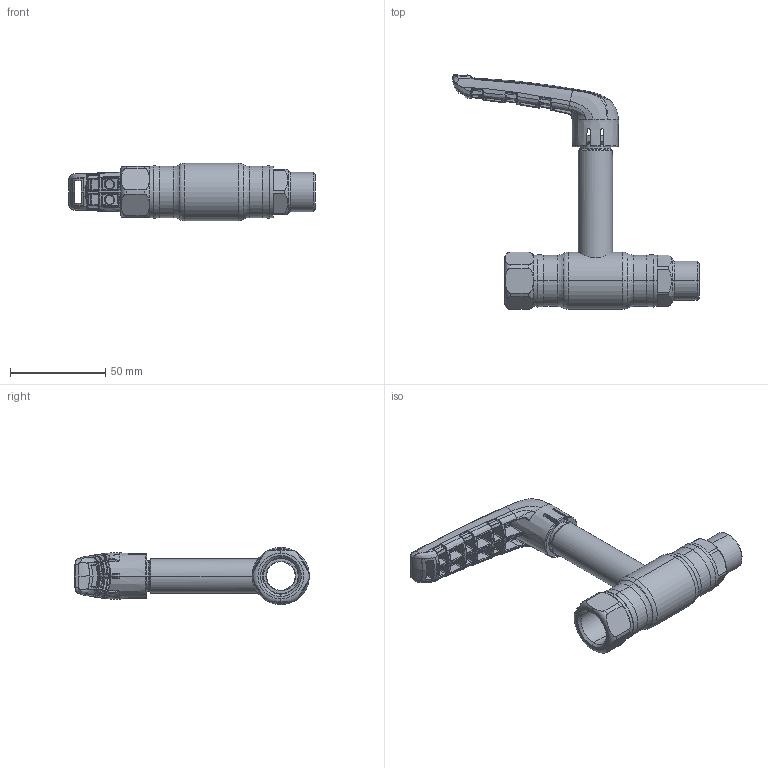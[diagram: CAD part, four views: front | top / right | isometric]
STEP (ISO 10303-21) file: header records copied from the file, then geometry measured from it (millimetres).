
FILE_DESCRIPTION (( 'STEP AP214' ), '1' );
FILE_NAME ('2015002401-xxxx.step', '2019-05-10T11:10:22', ( '' ), ( '' ), 'SwSTEP 2.0', 'SolidWorks 2017', '' );
FILE_SCHEMA (( 'AUTOMOTIVE_DESIGN' ));
Length unit declared in the file: millimetre
Products named in the file (1): 2015002401-xxxx
Bounding box: 129.28 x 123.08 x 30 mm (x, y, z)
Surface area: 24955.1 mm2 (no closed solid volume)
Topology: 0 solids, 7 shells, 826 faces, 2427 edges, 1517 vertices
Faces by surface type: bspline 660, plane 68, cylinder 38, torus 33, cone 27
Entity records: 59314 total; most frequent: CARTESIAN_POINT 34299, ORIENTED_EDGE 4187, EDGE_CURVE 2401, B_SPLINE_CURVE_WITH_KNOTS 1653, DIRECTION 1631, VERTEX_POINT 1517, EDGE_LOOP 849, UNCERTAINTY_MEASURE_WITH_UNIT 828
